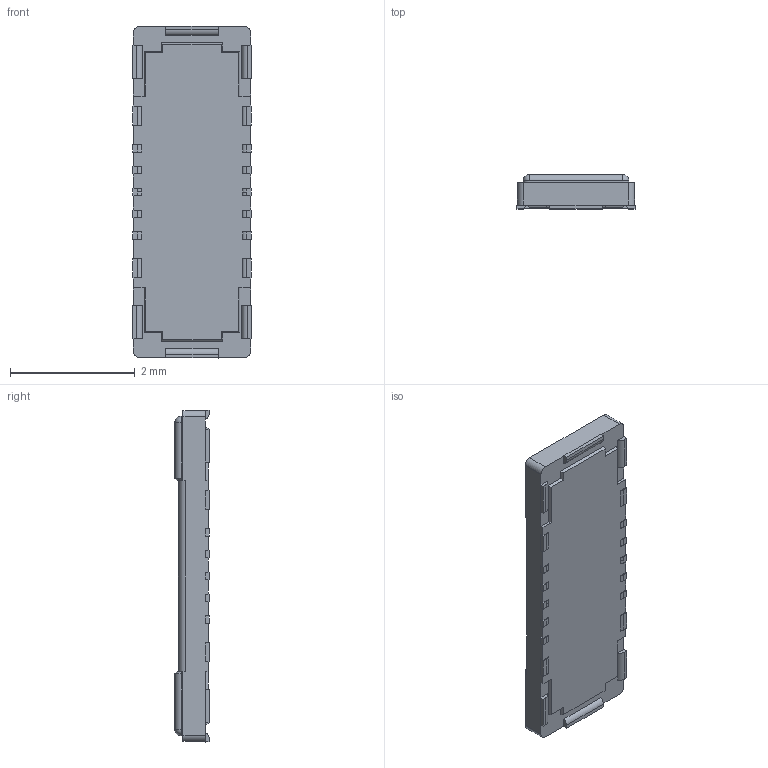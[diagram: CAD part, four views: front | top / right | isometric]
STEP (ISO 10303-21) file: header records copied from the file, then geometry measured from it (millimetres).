
FILE_DESCRIPTION(('Creo Elements/Direct Modeling STEP Export'),'2;1');
FILE_NAME('3D_BK11C0.6-10DS6-0.35V_200310.stp','2020-03-10T17:10:53',(''),(''),'PTC Creo Elements/Direct Modeling STEP processor for AP214 (Solid Model)','PTC Creo Elements/Direct Modeling 19.0C 15-Aug-2015 (C) Parametric Technology GmbH','');
FILE_SCHEMA(('AUTOMOTIVE_DESIGN { 1 0 10303 214 1 1 1 1 }'));
Length unit declared in the file: millimetre
Products named in the file (4): DS_INSERT.PRT; DS.ASM; 3D_BK11C0.6-10DS6-0_35V_1.ASM; 3D_BK11C0.6-10DS6-0_35V.stp
Assembly tree (3 placements, depth 4):
  3D_BK11C0.6-10DS6-0_35V.stp
    3D_BK11C0.6-10DS6-0_35V_1.ASM
      DS.ASM
        DS_INSERT.PRT
Bounding box: 1.9 x 0.55 x 5.33 mm (x, y, z)
Volume: 3.6 mm3; surface area: 33.3 mm2
Topology: 1 solids, 1 shells, 622 faces, 1720 edges, 1097 vertices
Faces by surface type: plane 437, cylinder 137, cone 44, sphere 4
Entity records: 25331 total; most frequent: CARTESIAN_POINT 4223, ORIENTED_EDGE 3432, DIRECTION 3166, EDGE_CURVE 1716, VECTOR 1264, LINE 1264, VERTEX_POINT 1097, AXIS2_PLACEMENT_3D 951
